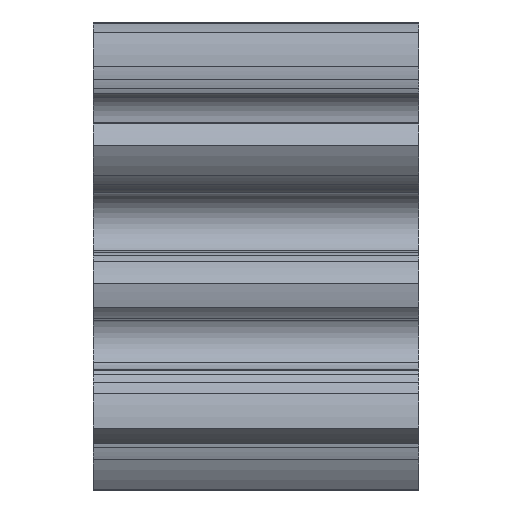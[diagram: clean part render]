
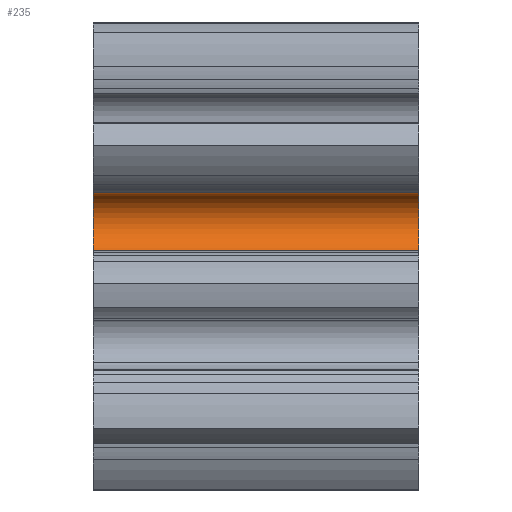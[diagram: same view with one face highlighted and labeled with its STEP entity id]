
A CAD part, top view. The second image highlights one B-rep face of the part: STEP entity #235.
In plain terms, the highlighted cylindrical face has radius 1.456 mm (diameter 2.911 mm), a partial arc.
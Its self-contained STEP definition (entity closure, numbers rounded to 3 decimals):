
#235=ADVANCED_FACE('',(#557),#558,.F.);
#557=FACE_OUTER_BOUND('',#963,.T.);
#558=CYLINDRICAL_SURFACE('',#964,1.456);
#963=EDGE_LOOP('',(#1683,#1684,#1685,#1686));
#964=AXIS2_PLACEMENT_3D('',#1687,#1688,#1689);
#1683=ORIENTED_EDGE('',*,*,#2564,.T.);
#1684=ORIENTED_EDGE('',*,*,#2759,.F.);
#1685=ORIENTED_EDGE('',*,*,#2559,.T.);
#1686=ORIENTED_EDGE('',*,*,#2810,.F.);
#1687=CARTESIAN_POINT('',(7.5,1.264,7.752));
#1688=DIRECTION('',(-1.0,0.0,0.0));
#1689=DIRECTION('',(0.0,-1.0,0.0));
#2559=EDGE_CURVE('',#3086,#3087,#3088,.T.);
#2564=EDGE_CURVE('',#3095,#3096,#3097,.T.);
#2759=EDGE_CURVE('',#3086,#3096,#3443,.T.);
#2810=EDGE_CURVE('',#3095,#3087,#3512,.T.);
#3086=VERTEX_POINT('',#3871);
#3087=VERTEX_POINT('',#3872);
#3088=LINE('',#3873,#3874);
#3095=VERTEX_POINT('',#3882);
#3096=VERTEX_POINT('',#3883);
#3097=LINE('',#3884,#3885);
#3443=CIRCLE('',#4269,1.456);
#3512=CIRCLE('',#4346,1.456);
#3871=CARTESIAN_POINT('',(15.0,2.72,7.752));
#3872=CARTESIAN_POINT('',(0.0,2.72,7.752));
#3873=CARTESIAN_POINT('',(7.5,2.72,7.752));
#3874=VECTOR('',#4782,1.0);
#3882=CARTESIAN_POINT('',(0.0,-0.192,7.752));
#3883=CARTESIAN_POINT('',(15.0,-0.192,7.752));
#3884=CARTESIAN_POINT('',(7.5,-0.192,7.752));
#3885=VECTOR('',#4790,1.0);
#4269=AXIS2_PLACEMENT_3D('',#5234,#5235,#5236);
#4346=AXIS2_PLACEMENT_3D('',#5323,#5324,#5325);
#4782=DIRECTION('',(-1.0,0.0,0.0));
#4790=DIRECTION('',(1.0,0.0,-0.0));
#5234=CARTESIAN_POINT('',(15.0,1.264,7.752));
#5235=DIRECTION('',(-1.0,-0.0,0.0));
#5236=DIRECTION('',(0.0,-1.0,0.0));
#5323=CARTESIAN_POINT('',(0.0,1.264,7.752));
#5324=DIRECTION('',(1.0,0.0,-0.0));
#5325=DIRECTION('',(0.0,-1.0,0.0));
